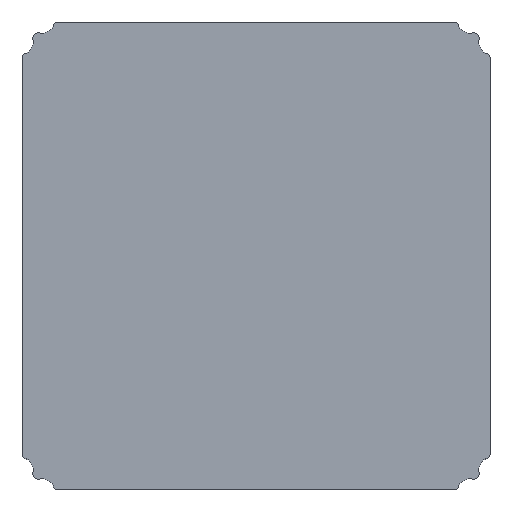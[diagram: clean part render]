
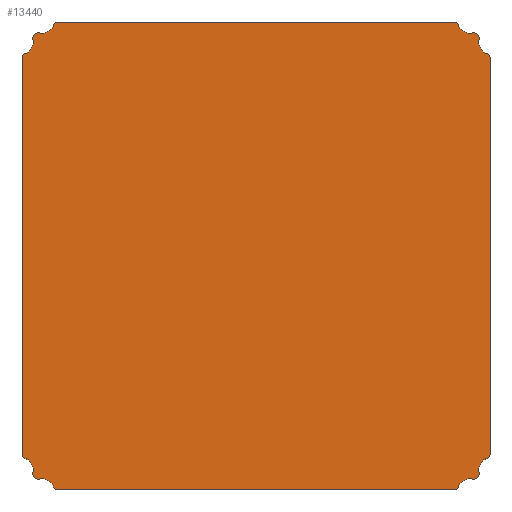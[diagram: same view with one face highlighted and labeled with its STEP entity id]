
A CAD part, top view. The second image highlights one B-rep face of the part: STEP entity #13440.
In plain terms, the highlighted planar face has unit normal (0, 0, 1).
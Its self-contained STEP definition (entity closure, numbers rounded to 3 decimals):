
#10490 = EDGE_CURVE('',#10491,#10493,#10495,.T.);
#10491 = VERTEX_POINT('',#10492);
#10492 = CARTESIAN_POINT('',(-43.661,-51.4,2.));
#10493 = VERTEX_POINT('',#10494);
#10494 = CARTESIAN_POINT('',(43.661,-51.4,2.));
#10495 = LINE('',#10496,#10497);
#10496 = CARTESIAN_POINT('',(-43.661,-51.4,2.));
#10497 = VECTOR('',#10498,1.);
#10498 = DIRECTION('',(1.,0.,0.));
#10802 = EDGE_CURVE('',#10803,#10805,#10807,.T.);
#10803 = VERTEX_POINT('',#10804);
#10804 = CARTESIAN_POINT('',(51.4,-43.661,2.));
#10805 = VERTEX_POINT('',#10806);
#10806 = CARTESIAN_POINT('',(51.4,43.661,2.));
#10807 = LINE('',#10808,#10809);
#10808 = CARTESIAN_POINT('',(51.4,-43.661,2.));
#10809 = VECTOR('',#10810,1.);
#10810 = DIRECTION('',(0.,1.,0.));
#11944 = EDGE_CURVE('',#11945,#11947,#11949,.T.);
#11945 = VERTEX_POINT('',#11946);
#11946 = CARTESIAN_POINT('',(-51.4,43.661,2.));
#11947 = VERTEX_POINT('',#11948);
#11948 = CARTESIAN_POINT('',(-51.4,-43.661,2.));
#11949 = LINE('',#11950,#11951);
#11950 = CARTESIAN_POINT('',(-51.4,43.661,2.));
#11951 = VECTOR('',#11952,1.);
#11952 = DIRECTION('',(0.,-1.,0.));
#12281 = VERTEX_POINT('',#12282);
#12282 = CARTESIAN_POINT('',(-43.661,51.4,2.));
#12289 = EDGE_CURVE('',#12281,#12290,#12292,.T.);
#12290 = VERTEX_POINT('',#12291);
#12291 = CARTESIAN_POINT('',(43.661,51.4,2.));
#12292 = LINE('',#12293,#12294);
#12293 = CARTESIAN_POINT('',(0.,51.4,2.));
#12294 = VECTOR('',#12295,1.);
#12295 = DIRECTION('',(1.,0.,0.));
#13440 = ADVANCED_FACE('',(#13441),#13619,.T.);
#13441 = FACE_BOUND('',#13442,.F.);
#13442 = EDGE_LOOP('',(#13443,#13454,#13463,#13472,#13479,#13480,#13489,
    #13498,#13507,#13516,#13523,#13524,#13533,#13542,#13551,#13560,
    #13567,#13568,#13577,#13586,#13595,#13604,#13611,#13612));
#13443 = ORIENTED_EDGE('',*,*,#13444,.T.);
#13444 = EDGE_CURVE('',#13445,#13447,#13449,.T.);
#13445 = VERTEX_POINT('',#13446);
#13446 = CARTESIAN_POINT('',(-44.377,-50.875,2.));
#13447 = VERTEX_POINT('',#13448);
#13448 = CARTESIAN_POINT('',(-47.533,-49.002,2.));
#13449 = CIRCLE('',#13450,2.75);
#13450 = AXIS2_PLACEMENT_3D('',#13451,#13452,#13453);
#13451 = CARTESIAN_POINT('',(-47.,-51.7,2.));
#13452 = DIRECTION('',(0.,0.,1.));
#13453 = DIRECTION('',(1.,0.,0.));
#13454 = ORIENTED_EDGE('',*,*,#13455,.F.);
#13455 = EDGE_CURVE('',#13456,#13447,#13458,.T.);
#13456 = VERTEX_POINT('',#13457);
#13457 = CARTESIAN_POINT('',(-49.002,-47.533,2.));
#13458 = CIRCLE('',#13459,1.25);
#13459 = AXIS2_PLACEMENT_3D('',#13460,#13461,#13462);
#13460 = CARTESIAN_POINT('',(-47.776,-47.776,2.));
#13461 = DIRECTION('',(0.,0.,1.));
#13462 = DIRECTION('',(1.,0.,0.));
#13463 = ORIENTED_EDGE('',*,*,#13464,.T.);
#13464 = EDGE_CURVE('',#13456,#13465,#13467,.T.);
#13465 = VERTEX_POINT('',#13466);
#13466 = CARTESIAN_POINT('',(-50.875,-44.377,2.));
#13467 = CIRCLE('',#13468,2.75);
#13468 = AXIS2_PLACEMENT_3D('',#13469,#13470,#13471);
#13469 = CARTESIAN_POINT('',(-51.7,-47.,2.));
#13470 = DIRECTION('',(0.,0.,1.));
#13471 = DIRECTION('',(1.,0.,0.));
#13472 = ORIENTED_EDGE('',*,*,#13473,.F.);
#13473 = EDGE_CURVE('',#11947,#13465,#13474,.T.);
#13474 = CIRCLE('',#13475,0.75);
#13475 = AXIS2_PLACEMENT_3D('',#13476,#13477,#13478);
#13476 = CARTESIAN_POINT('',(-50.65,-43.661,2.));
#13477 = DIRECTION('',(0.,0.,1.));
#13478 = DIRECTION('',(1.,0.,0.));
#13479 = ORIENTED_EDGE('',*,*,#11944,.F.);
#13480 = ORIENTED_EDGE('',*,*,#13481,.F.);
#13481 = EDGE_CURVE('',#13482,#11945,#13484,.T.);
#13482 = VERTEX_POINT('',#13483);
#13483 = CARTESIAN_POINT('',(-50.875,44.377,2.));
#13484 = CIRCLE('',#13485,0.75);
#13485 = AXIS2_PLACEMENT_3D('',#13486,#13487,#13488);
#13486 = CARTESIAN_POINT('',(-50.65,43.661,2.));
#13487 = DIRECTION('',(0.,0.,1.));
#13488 = DIRECTION('',(1.,0.,0.));
#13489 = ORIENTED_EDGE('',*,*,#13490,.T.);
#13490 = EDGE_CURVE('',#13482,#13491,#13493,.T.);
#13491 = VERTEX_POINT('',#13492);
#13492 = CARTESIAN_POINT('',(-49.002,47.533,2.));
#13493 = CIRCLE('',#13494,2.75);
#13494 = AXIS2_PLACEMENT_3D('',#13495,#13496,#13497);
#13495 = CARTESIAN_POINT('',(-51.7,47.,2.));
#13496 = DIRECTION('',(0.,0.,1.));
#13497 = DIRECTION('',(1.,0.,0.));
#13498 = ORIENTED_EDGE('',*,*,#13499,.F.);
#13499 = EDGE_CURVE('',#13500,#13491,#13502,.T.);
#13500 = VERTEX_POINT('',#13501);
#13501 = CARTESIAN_POINT('',(-47.533,49.002,2.));
#13502 = CIRCLE('',#13503,1.25);
#13503 = AXIS2_PLACEMENT_3D('',#13504,#13505,#13506);
#13504 = CARTESIAN_POINT('',(-47.776,47.776,2.));
#13505 = DIRECTION('',(0.,0.,1.));
#13506 = DIRECTION('',(1.,0.,0.));
#13507 = ORIENTED_EDGE('',*,*,#13508,.T.);
#13508 = EDGE_CURVE('',#13500,#13509,#13511,.T.);
#13509 = VERTEX_POINT('',#13510);
#13510 = CARTESIAN_POINT('',(-44.377,50.875,2.));
#13511 = CIRCLE('',#13512,2.75);
#13512 = AXIS2_PLACEMENT_3D('',#13513,#13514,#13515);
#13513 = CARTESIAN_POINT('',(-47.,51.7,2.));
#13514 = DIRECTION('',(0.,0.,1.));
#13515 = DIRECTION('',(1.,0.,0.));
#13516 = ORIENTED_EDGE('',*,*,#13517,.F.);
#13517 = EDGE_CURVE('',#12281,#13509,#13518,.T.);
#13518 = CIRCLE('',#13519,0.75);
#13519 = AXIS2_PLACEMENT_3D('',#13520,#13521,#13522);
#13520 = CARTESIAN_POINT('',(-43.661,50.65,2.));
#13521 = DIRECTION('',(0.,0.,1.));
#13522 = DIRECTION('',(1.,0.,0.));
#13523 = ORIENTED_EDGE('',*,*,#12289,.T.);
#13524 = ORIENTED_EDGE('',*,*,#13525,.F.);
#13525 = EDGE_CURVE('',#13526,#12290,#13528,.T.);
#13526 = VERTEX_POINT('',#13527);
#13527 = CARTESIAN_POINT('',(44.377,50.875,2.));
#13528 = CIRCLE('',#13529,0.75);
#13529 = AXIS2_PLACEMENT_3D('',#13530,#13531,#13532);
#13530 = CARTESIAN_POINT('',(43.661,50.65,2.));
#13531 = DIRECTION('',(0.,0.,1.));
#13532 = DIRECTION('',(1.,0.,0.));
#13533 = ORIENTED_EDGE('',*,*,#13534,.T.);
#13534 = EDGE_CURVE('',#13526,#13535,#13537,.T.);
#13535 = VERTEX_POINT('',#13536);
#13536 = CARTESIAN_POINT('',(47.533,49.002,2.));
#13537 = CIRCLE('',#13538,2.75);
#13538 = AXIS2_PLACEMENT_3D('',#13539,#13540,#13541);
#13539 = CARTESIAN_POINT('',(47.,51.7,2.));
#13540 = DIRECTION('',(0.,0.,1.));
#13541 = DIRECTION('',(1.,0.,0.));
#13542 = ORIENTED_EDGE('',*,*,#13543,.F.);
#13543 = EDGE_CURVE('',#13544,#13535,#13546,.T.);
#13544 = VERTEX_POINT('',#13545);
#13545 = CARTESIAN_POINT('',(49.002,47.533,2.));
#13546 = CIRCLE('',#13547,1.25);
#13547 = AXIS2_PLACEMENT_3D('',#13548,#13549,#13550);
#13548 = CARTESIAN_POINT('',(47.776,47.776,2.));
#13549 = DIRECTION('',(0.,0.,1.));
#13550 = DIRECTION('',(1.,0.,0.));
#13551 = ORIENTED_EDGE('',*,*,#13552,.T.);
#13552 = EDGE_CURVE('',#13544,#13553,#13555,.T.);
#13553 = VERTEX_POINT('',#13554);
#13554 = CARTESIAN_POINT('',(50.875,44.377,2.));
#13555 = CIRCLE('',#13556,2.75);
#13556 = AXIS2_PLACEMENT_3D('',#13557,#13558,#13559);
#13557 = CARTESIAN_POINT('',(51.7,47.,2.));
#13558 = DIRECTION('',(0.,0.,1.));
#13559 = DIRECTION('',(1.,0.,0.));
#13560 = ORIENTED_EDGE('',*,*,#13561,.F.);
#13561 = EDGE_CURVE('',#10805,#13553,#13562,.T.);
#13562 = CIRCLE('',#13563,0.75);
#13563 = AXIS2_PLACEMENT_3D('',#13564,#13565,#13566);
#13564 = CARTESIAN_POINT('',(50.65,43.661,2.));
#13565 = DIRECTION('',(0.,0.,1.));
#13566 = DIRECTION('',(1.,0.,0.));
#13567 = ORIENTED_EDGE('',*,*,#10802,.F.);
#13568 = ORIENTED_EDGE('',*,*,#13569,.F.);
#13569 = EDGE_CURVE('',#13570,#10803,#13572,.T.);
#13570 = VERTEX_POINT('',#13571);
#13571 = CARTESIAN_POINT('',(50.875,-44.377,2.));
#13572 = CIRCLE('',#13573,0.75);
#13573 = AXIS2_PLACEMENT_3D('',#13574,#13575,#13576);
#13574 = CARTESIAN_POINT('',(50.65,-43.661,2.));
#13575 = DIRECTION('',(0.,0.,1.));
#13576 = DIRECTION('',(1.,0.,0.));
#13577 = ORIENTED_EDGE('',*,*,#13578,.T.);
#13578 = EDGE_CURVE('',#13570,#13579,#13581,.T.);
#13579 = VERTEX_POINT('',#13580);
#13580 = CARTESIAN_POINT('',(49.002,-47.533,2.));
#13581 = CIRCLE('',#13582,2.75);
#13582 = AXIS2_PLACEMENT_3D('',#13583,#13584,#13585);
#13583 = CARTESIAN_POINT('',(51.7,-47.,2.));
#13584 = DIRECTION('',(0.,0.,1.));
#13585 = DIRECTION('',(1.,0.,0.));
#13586 = ORIENTED_EDGE('',*,*,#13587,.F.);
#13587 = EDGE_CURVE('',#13588,#13579,#13590,.T.);
#13588 = VERTEX_POINT('',#13589);
#13589 = CARTESIAN_POINT('',(47.533,-49.002,2.));
#13590 = CIRCLE('',#13591,1.25);
#13591 = AXIS2_PLACEMENT_3D('',#13592,#13593,#13594);
#13592 = CARTESIAN_POINT('',(47.776,-47.776,2.));
#13593 = DIRECTION('',(0.,0.,1.));
#13594 = DIRECTION('',(1.,0.,0.));
#13595 = ORIENTED_EDGE('',*,*,#13596,.T.);
#13596 = EDGE_CURVE('',#13588,#13597,#13599,.T.);
#13597 = VERTEX_POINT('',#13598);
#13598 = CARTESIAN_POINT('',(44.377,-50.875,2.));
#13599 = CIRCLE('',#13600,2.75);
#13600 = AXIS2_PLACEMENT_3D('',#13601,#13602,#13603);
#13601 = CARTESIAN_POINT('',(47.,-51.7,2.));
#13602 = DIRECTION('',(0.,0.,1.));
#13603 = DIRECTION('',(1.,0.,0.));
#13604 = ORIENTED_EDGE('',*,*,#13605,.F.);
#13605 = EDGE_CURVE('',#10493,#13597,#13606,.T.);
#13606 = CIRCLE('',#13607,0.75);
#13607 = AXIS2_PLACEMENT_3D('',#13608,#13609,#13610);
#13608 = CARTESIAN_POINT('',(43.661,-50.65,2.));
#13609 = DIRECTION('',(0.,0.,1.));
#13610 = DIRECTION('',(1.,0.,0.));
#13611 = ORIENTED_EDGE('',*,*,#10490,.F.);
#13612 = ORIENTED_EDGE('',*,*,#13613,.F.);
#13613 = EDGE_CURVE('',#13445,#10491,#13614,.T.);
#13614 = CIRCLE('',#13615,0.75);
#13615 = AXIS2_PLACEMENT_3D('',#13616,#13617,#13618);
#13616 = CARTESIAN_POINT('',(-43.661,-50.65,2.));
#13617 = DIRECTION('',(0.,0.,1.));
#13618 = DIRECTION('',(1.,0.,0.));
#13619 = PLANE('',#13620);
#13620 = AXIS2_PLACEMENT_3D('',#13621,#13622,#13623);
#13621 = CARTESIAN_POINT('',(-47.,-51.7,2.));
#13622 = DIRECTION('',(0.,0.,1.));
#13623 = DIRECTION('',(1.,0.,0.));
